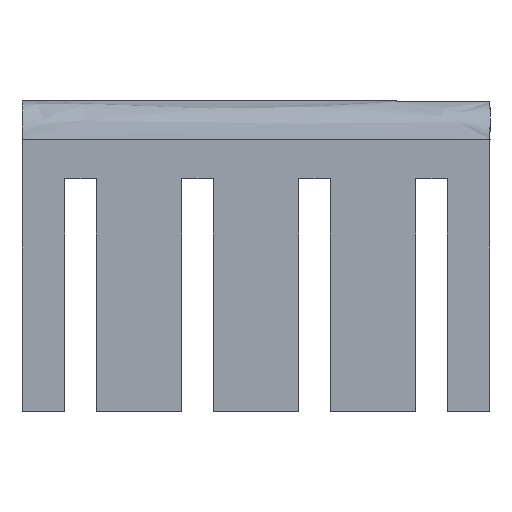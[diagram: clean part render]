
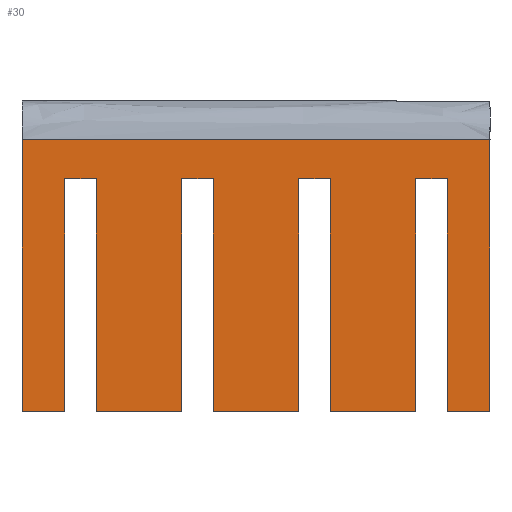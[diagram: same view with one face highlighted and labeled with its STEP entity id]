
A CAD part, left-side view. The second image highlights one B-rep face of the part: STEP entity #30.
In plain terms, the highlighted planar face has unit normal (-1, 0, 0).
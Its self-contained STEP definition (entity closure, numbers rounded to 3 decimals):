
#30=ADVANCED_FACE('',(#81),#863,.T.);
#81=FACE_OUTER_BOUND('',#132,.T.);
#132=EDGE_LOOP('',(#209,#210,#211,#212,#213,#214,#215,#216,#217,#218,#219,
#220,#221,#222,#223,#224,#225,#226,#227,#228));
#209=ORIENTED_EDGE('',*,*,#580,.T.);
#210=ORIENTED_EDGE('',*,*,#579,.T.);
#211=ORIENTED_EDGE('',*,*,#578,.T.);
#212=ORIENTED_EDGE('',*,*,#567,.F.);
#213=ORIENTED_EDGE('',*,*,#556,.T.);
#214=ORIENTED_EDGE('',*,*,#555,.T.);
#215=ORIENTED_EDGE('',*,*,#554,.T.);
#216=ORIENTED_EDGE('',*,*,#543,.F.);
#217=ORIENTED_EDGE('',*,*,#532,.T.);
#218=ORIENTED_EDGE('',*,*,#531,.T.);
#219=ORIENTED_EDGE('',*,*,#530,.T.);
#220=ORIENTED_EDGE('',*,*,#517,.F.);
#221=ORIENTED_EDGE('',*,*,#510,.T.);
#222=ORIENTED_EDGE('',*,*,#509,.T.);
#223=ORIENTED_EDGE('',*,*,#508,.T.);
#224=ORIENTED_EDGE('',*,*,#471,.F.);
#225=ORIENTED_EDGE('',*,*,#492,.F.);
#226=ORIENTED_EDGE('',*,*,#497,.T.);
#227=ORIENTED_EDGE('',*,*,#491,.T.);
#228=ORIENTED_EDGE('',*,*,#591,.F.);
#471=EDGE_CURVE('',#762,#785,#631,.T.);
#491=EDGE_CURVE('',#775,#761,#646,.T.);
#492=EDGE_CURVE('',#776,#762,#647,.T.);
#497=EDGE_CURVE('',#776,#775,#652,.T.);
#508=EDGE_CURVE('',#791,#785,#660,.T.);
#509=EDGE_CURVE('',#792,#791,#661,.T.);
#510=EDGE_CURVE('',#786,#792,#662,.T.);
#517=EDGE_CURVE('',#786,#806,#669,.T.);
#530=EDGE_CURVE('',#805,#806,#682,.T.);
#531=EDGE_CURVE('',#807,#805,#683,.T.);
#532=EDGE_CURVE('',#808,#807,#684,.T.);
#543=EDGE_CURVE('',#808,#822,#695,.T.);
#554=EDGE_CURVE('',#821,#822,#706,.T.);
#555=EDGE_CURVE('',#823,#821,#707,.T.);
#556=EDGE_CURVE('',#824,#823,#708,.T.);
#567=EDGE_CURVE('',#824,#838,#719,.T.);
#578=EDGE_CURVE('',#837,#838,#730,.T.);
#579=EDGE_CURVE('',#839,#837,#731,.T.);
#580=EDGE_CURVE('',#840,#839,#732,.T.);
#591=EDGE_CURVE('',#840,#761,#743,.T.);
#631=B_SPLINE_CURVE_WITH_KNOTS('',1,(#1206,#1207),.UNSPECIFIED.,.F.,.F.,
(2,2),(-40.6,-38.863),.UNSPECIFIED.);
#646=B_SPLINE_CURVE_WITH_KNOTS('',1,(#1262,#1263),.UNSPECIFIED.,.F.,.F.,
(2,2),(1.6,12.7),.UNSPECIFIED.);
#647=B_SPLINE_CURVE_WITH_KNOTS('',1,(#1264,#1265),.UNSPECIFIED.,.F.,.F.,
(2,2),(1.6,12.7),.UNSPECIFIED.);
#652=B_SPLINE_CURVE_WITH_KNOTS('',1,(#1274,#1275),.UNSPECIFIED.,.F.,.F.,
(2,2),(0.,19.1),.UNSPECIFIED.);
#660=B_SPLINE_CURVE_WITH_KNOTS('',1,(#1299,#1300),.UNSPECIFIED.,.F.,.F.,
(2,2),(-16.3,-6.8),.UNSPECIFIED.);
#661=B_SPLINE_CURVE_WITH_KNOTS('',1,(#1301,#1302),.UNSPECIFIED.,.F.,.F.,
(2,2),(37.563,38.863),.UNSPECIFIED.);
#662=B_SPLINE_CURVE_WITH_KNOTS('',1,(#1303,#1304),.UNSPECIFIED.,.F.,.F.,
(2,2),(-27.1,-17.6),.UNSPECIFIED.);
#669=B_SPLINE_CURVE_WITH_KNOTS('',1,(#1317,#1318),.UNSPECIFIED.,.F.,.F.,
(2,2),(-37.563,-34.088),.UNSPECIFIED.);
#682=B_SPLINE_CURVE_WITH_KNOTS('',1,(#1343,#1344),.UNSPECIFIED.,.F.,.F.,
(2,2),(-16.3,-6.8),.UNSPECIFIED.);
#683=B_SPLINE_CURVE_WITH_KNOTS('',1,(#1345,#1346),.UNSPECIFIED.,.F.,.F.,
(2,2),(32.788,34.088),.UNSPECIFIED.);
#684=B_SPLINE_CURVE_WITH_KNOTS('',1,(#1347,#1348),.UNSPECIFIED.,.F.,.F.,
(2,2),(-27.1,-17.6),.UNSPECIFIED.);
#695=B_SPLINE_CURVE_WITH_KNOTS('',1,(#1369,#1370),.UNSPECIFIED.,.F.,.F.,
(2,2),(-32.788,-29.313),.UNSPECIFIED.);
#706=B_SPLINE_CURVE_WITH_KNOTS('',1,(#1391,#1392),.UNSPECIFIED.,.F.,.F.,
(2,2),(-16.3,-6.8),.UNSPECIFIED.);
#707=B_SPLINE_CURVE_WITH_KNOTS('',1,(#1393,#1394),.UNSPECIFIED.,.F.,.F.,
(2,2),(28.013,29.313),.UNSPECIFIED.);
#708=B_SPLINE_CURVE_WITH_KNOTS('',1,(#1395,#1396),.UNSPECIFIED.,.F.,.F.,
(2,2),(-27.1,-17.6),.UNSPECIFIED.);
#719=B_SPLINE_CURVE_WITH_KNOTS('',1,(#1417,#1418),.UNSPECIFIED.,.F.,.F.,
(2,2),(-28.013,-24.538),.UNSPECIFIED.);
#730=B_SPLINE_CURVE_WITH_KNOTS('',1,(#1439,#1440),.UNSPECIFIED.,.F.,.F.,
(2,2),(-16.3,-6.8),.UNSPECIFIED.);
#731=B_SPLINE_CURVE_WITH_KNOTS('',1,(#1441,#1442),.UNSPECIFIED.,.F.,.F.,
(2,2),(23.238,24.538),.UNSPECIFIED.);
#732=B_SPLINE_CURVE_WITH_KNOTS('',1,(#1443,#1444),.UNSPECIFIED.,.F.,.F.,
(2,2),(-27.1,-17.6),.UNSPECIFIED.);
#743=B_SPLINE_CURVE_WITH_KNOTS('',1,(#1465,#1466),.UNSPECIFIED.,.F.,.F.,
(2,2),(-23.238,-21.5),.UNSPECIFIED.);
#761=VERTEX_POINT('',#1110);
#762=VERTEX_POINT('',#1111);
#775=VERTEX_POINT('',#1124);
#776=VERTEX_POINT('',#1125);
#785=VERTEX_POINT('',#1134);
#786=VERTEX_POINT('',#1135);
#791=VERTEX_POINT('',#1140);
#792=VERTEX_POINT('',#1141);
#805=VERTEX_POINT('',#1154);
#806=VERTEX_POINT('',#1155);
#807=VERTEX_POINT('',#1156);
#808=VERTEX_POINT('',#1157);
#821=VERTEX_POINT('',#1170);
#822=VERTEX_POINT('',#1171);
#823=VERTEX_POINT('',#1172);
#824=VERTEX_POINT('',#1173);
#837=VERTEX_POINT('',#1186);
#838=VERTEX_POINT('',#1187);
#839=VERTEX_POINT('',#1188);
#840=VERTEX_POINT('',#1189);
#863=PLANE('',#928);
#928=AXIS2_PLACEMENT_3D('',#1042,#976,$);
#976=DIRECTION('',(-1.,0.,0.));
#1042=CARTESIAN_POINT('',(40.,0.,0.));
#1110=CARTESIAN_POINT('',(40.,19.1,-12.7));
#1111=CARTESIAN_POINT('',(40.,0.,-12.7));
#1124=CARTESIAN_POINT('',(40.,19.1,-1.6));
#1125=CARTESIAN_POINT('',(40.,0.,-1.6));
#1134=CARTESIAN_POINT('',(40.,1.738,-12.7));
#1135=CARTESIAN_POINT('',(40.,3.038,-12.7));
#1140=CARTESIAN_POINT('',(40.,1.738,-3.2));
#1141=CARTESIAN_POINT('',(40.,3.038,-3.2));
#1154=CARTESIAN_POINT('',(40.,6.513,-3.2));
#1155=CARTESIAN_POINT('',(40.,6.513,-12.7));
#1156=CARTESIAN_POINT('',(40.,7.813,-3.2));
#1157=CARTESIAN_POINT('',(40.,7.813,-12.7));
#1170=CARTESIAN_POINT('',(40.,11.288,-3.2));
#1171=CARTESIAN_POINT('',(40.,11.288,-12.7));
#1172=CARTESIAN_POINT('',(40.,12.588,-3.2));
#1173=CARTESIAN_POINT('',(40.,12.588,-12.7));
#1186=CARTESIAN_POINT('',(40.,16.063,-3.2));
#1187=CARTESIAN_POINT('',(40.,16.063,-12.7));
#1188=CARTESIAN_POINT('',(40.,17.363,-3.2));
#1189=CARTESIAN_POINT('',(40.,17.363,-12.7));
#1206=CARTESIAN_POINT('',(40.,0.,-12.7));
#1207=CARTESIAN_POINT('',(40.,1.738,-12.7));
#1262=CARTESIAN_POINT('',(40.,19.1,-1.6));
#1263=CARTESIAN_POINT('',(40.,19.1,-12.7));
#1264=CARTESIAN_POINT('',(40.,0.,-1.6));
#1265=CARTESIAN_POINT('',(40.,0.,-12.7));
#1274=CARTESIAN_POINT('',(40.,0.,-1.6));
#1275=CARTESIAN_POINT('',(40.,19.1,-1.6));
#1299=CARTESIAN_POINT('',(40.,1.738,-3.2));
#1300=CARTESIAN_POINT('',(40.,1.738,-12.7));
#1301=CARTESIAN_POINT('',(40.,3.038,-3.2));
#1302=CARTESIAN_POINT('',(40.,1.738,-3.2));
#1303=CARTESIAN_POINT('',(40.,3.038,-12.7));
#1304=CARTESIAN_POINT('',(40.,3.038,-3.2));
#1317=CARTESIAN_POINT('',(40.,3.038,-12.7));
#1318=CARTESIAN_POINT('',(40.,6.513,-12.7));
#1343=CARTESIAN_POINT('',(40.,6.513,-3.2));
#1344=CARTESIAN_POINT('',(40.,6.513,-12.7));
#1345=CARTESIAN_POINT('',(40.,7.813,-3.2));
#1346=CARTESIAN_POINT('',(40.,6.513,-3.2));
#1347=CARTESIAN_POINT('',(40.,7.813,-12.7));
#1348=CARTESIAN_POINT('',(40.,7.813,-3.2));
#1369=CARTESIAN_POINT('',(40.,7.813,-12.7));
#1370=CARTESIAN_POINT('',(40.,11.288,-12.7));
#1391=CARTESIAN_POINT('',(40.,11.288,-3.2));
#1392=CARTESIAN_POINT('',(40.,11.288,-12.7));
#1393=CARTESIAN_POINT('',(40.,12.588,-3.2));
#1394=CARTESIAN_POINT('',(40.,11.288,-3.2));
#1395=CARTESIAN_POINT('',(40.,12.588,-12.7));
#1396=CARTESIAN_POINT('',(40.,12.588,-3.2));
#1417=CARTESIAN_POINT('',(40.,12.588,-12.7));
#1418=CARTESIAN_POINT('',(40.,16.063,-12.7));
#1439=CARTESIAN_POINT('',(40.,16.063,-3.2));
#1440=CARTESIAN_POINT('',(40.,16.063,-12.7));
#1441=CARTESIAN_POINT('',(40.,17.363,-3.2));
#1442=CARTESIAN_POINT('',(40.,16.063,-3.2));
#1443=CARTESIAN_POINT('',(40.,17.363,-12.7));
#1444=CARTESIAN_POINT('',(40.,17.363,-3.2));
#1465=CARTESIAN_POINT('',(40.,17.363,-12.7));
#1466=CARTESIAN_POINT('',(40.,19.1,-12.7));
